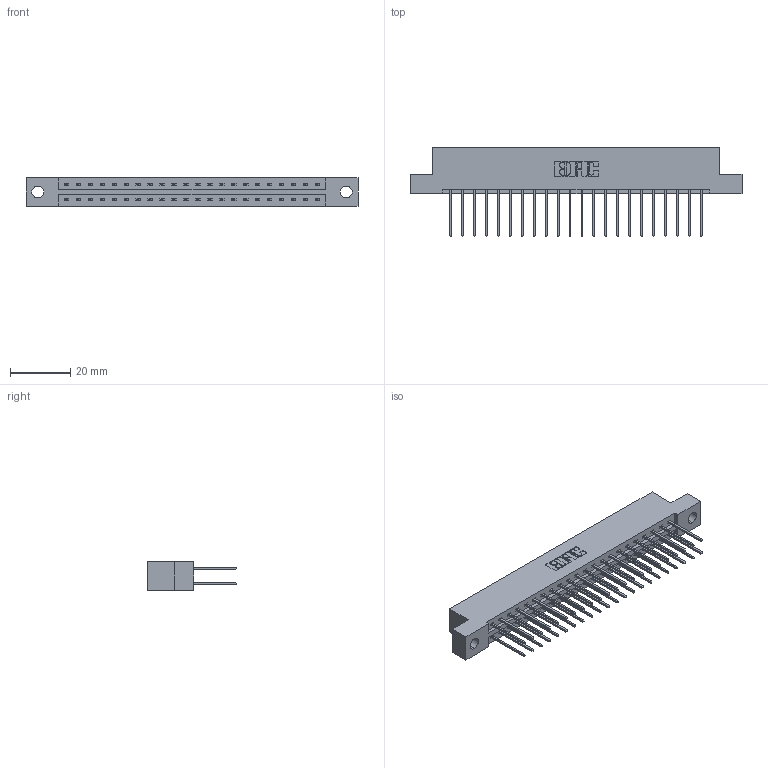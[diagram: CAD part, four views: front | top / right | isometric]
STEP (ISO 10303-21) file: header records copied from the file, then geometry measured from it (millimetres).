
FILE_DESCRIPTION (( 'STEP AP203' ), '1' );
FILE_NAME ('337-044-540-204.STEP', '2018-08-09T05:00:55', ( '' ), ( '' ), 'SwSTEP 2.0', 'SolidWorks 2016', '' );
FILE_SCHEMA (( 'CONFIG_CONTROL_DESIGN' ));
Length unit declared in the file: inch
Products named in the file (3): 337 Part_Flush Mounting Lugs - 0.156 Dia-TH; 345-292-001_345-293-140; 337-044-540-204
Assembly tree (45 placements, depth 2):
  337-044-540-204
    337 Part_Flush Mounting Lugs - 0.156 Dia-TH
    345-292-001_345-293-140  x44
Bounding box: 110.19 x 29.47 x 9.4 mm (x, y, z)
Volume: 11424.9 mm3; surface area: 13343.6 mm2
Topology: 45 solids, 45 shells, 2490 faces, 7395 edges, 4870 vertices
Faces by surface type: plane 1742, cylinder 748
Entity records: 19665 total; most frequent: CARTESIAN_POINT 3330, ORIENTED_EDGE 3266, DIRECTION 2869, EDGE_CURVE 1633, VECTOR 1505, LINE 1505, VERTEX_POINT 1086, AXIS2_PLACEMENT_3D 682
